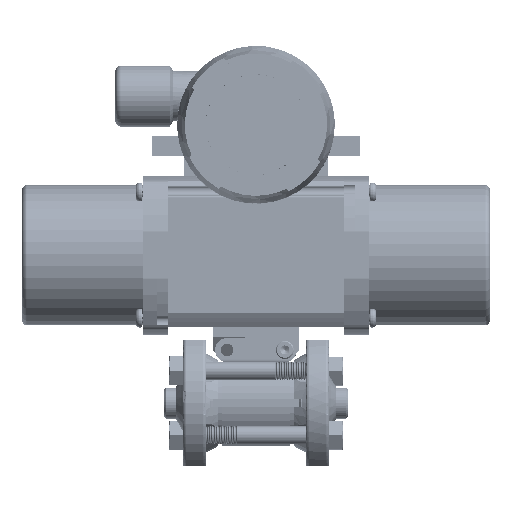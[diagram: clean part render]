
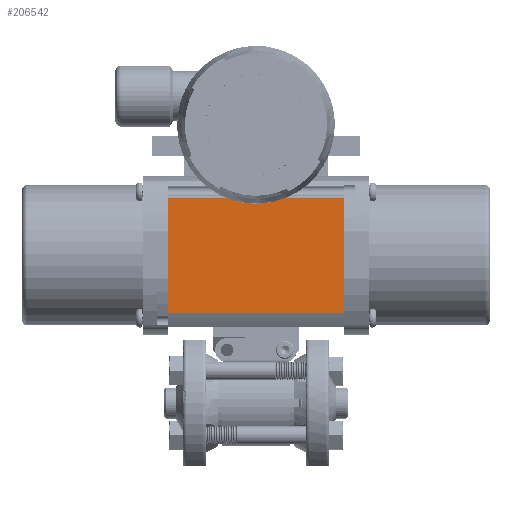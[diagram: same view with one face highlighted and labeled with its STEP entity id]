
A CAD part, top view. The second image highlights one B-rep face of the part: STEP entity #206542.
In plain terms, the highlighted planar face has unit normal (0, 0, 1).
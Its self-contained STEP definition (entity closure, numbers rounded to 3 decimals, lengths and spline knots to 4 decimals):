
#2982 = DIRECTION ( 'NONE',  ( -1., 0., 0. ) ) ;
#11256 = AXIS2_PLACEMENT_3D ( 'NONE', #106630, #242624, #126271 ) ;
#33644 = CARTESIAN_POINT ( 'NONE',  ( -1.5275, 1.5679, 1.17 ) ) ;
#38574 = CARTESIAN_POINT ( 'NONE',  ( -5.0403, 1.5679, 1.17 ) ) ;
#41506 = ORIENTED_EDGE ( 'NONE', *, *, #167843, .T. ) ;
#45689 = VERTEX_POINT ( 'NONE', #33644 ) ;
#48595 = ORIENTED_EDGE ( 'NONE', *, *, #96218, .F. ) ;
#49799 = LINE ( 'NONE', #38574, #147166 ) ;
#51528 = VERTEX_POINT ( 'NONE', #191984 ) ;
#56042 = CARTESIAN_POINT ( 'NONE',  ( -1.5275, 3.5621, 1.17 ) ) ;
#59138 = DIRECTION ( 'NONE',  ( 1., 0., 0. ) ) ;
#64568 = LINE ( 'NONE', #126595, #213546 ) ;
#88767 = DIRECTION ( 'NONE',  ( 0., -1., 0. ) ) ;
#96218 = EDGE_CURVE ( 'NONE', #51528, #245625, #211549, .T. ) ;
#98598 = VERTEX_POINT ( 'NONE', #56042 ) ;
#99447 = CARTESIAN_POINT ( 'NONE',  ( 1.5275, 1.5679, 1.17 ) ) ;
#106630 = CARTESIAN_POINT ( 'NONE',  ( -5.0403, 3.5694, 1.17 ) ) ;
#106981 = DIRECTION ( 'NONE',  ( 0., 1., 0. ) ) ;
#126271 = DIRECTION ( 'NONE',  ( 0., -1., 0. ) ) ;
#126595 = CARTESIAN_POINT ( 'NONE',  ( -1.5275, 3.5694, 1.17 ) ) ;
#128944 = EDGE_CURVE ( 'NONE', #45689, #98598, #64568, .T. ) ;
#139191 = CARTESIAN_POINT ( 'NONE',  ( -5.0403, 3.5621, 1.17 ) ) ;
#147166 = VECTOR ( 'NONE', #59138, 39.3701 ) ;
#155684 = ORIENTED_EDGE ( 'NONE', *, *, #199949, .T. ) ;
#160109 = EDGE_LOOP ( 'NONE', ( #48595, #155684, #174161, #41506 ) ) ;
#162249 = FACE_OUTER_BOUND ( 'NONE', #160109, .T. ) ;
#164403 = PLANE ( 'NONE',  #11256 ) ;
#165383 = LINE ( 'NONE', #139191, #171408 ) ;
#165939 = VECTOR ( 'NONE', #88767, 39.3701 ) ;
#167843 = EDGE_CURVE ( 'NONE', #45689, #245625, #49799, .T. ) ;
#171408 = VECTOR ( 'NONE', #2982, 39.3701 ) ;
#174161 = ORIENTED_EDGE ( 'NONE', *, *, #128944, .F. ) ;
#191984 = CARTESIAN_POINT ( 'NONE',  ( 1.5275, 3.5621, 1.17 ) ) ;
#199949 = EDGE_CURVE ( 'NONE', #51528, #98598, #165383, .T. ) ;
#206542 = ADVANCED_FACE ( 'NONE', ( #162249 ), #164403, .F. ) ;
#211549 = LINE ( 'NONE', #224846, #165939 ) ;
#213546 = VECTOR ( 'NONE', #106981, 39.3701 ) ;
#224846 = CARTESIAN_POINT ( 'NONE',  ( 1.5275, 3.5694, 1.17 ) ) ;
#242624 = DIRECTION ( 'NONE',  ( 0., 0., -1. ) ) ;
#245625 = VERTEX_POINT ( 'NONE', #99447 ) ;
